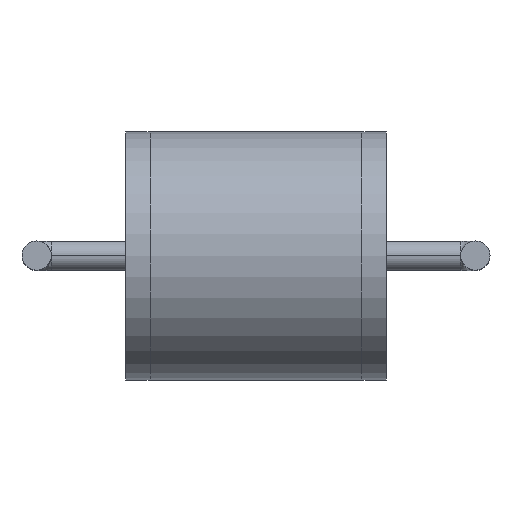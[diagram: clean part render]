
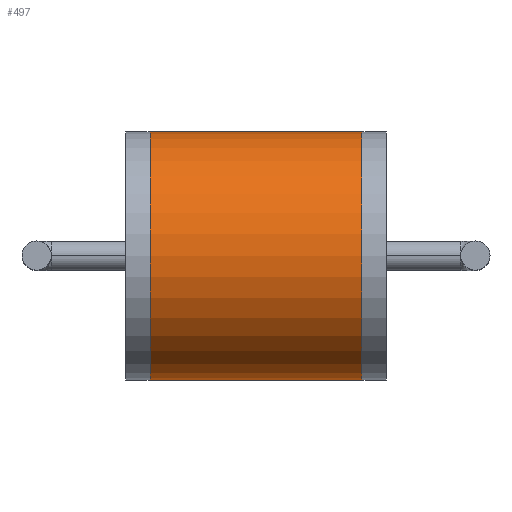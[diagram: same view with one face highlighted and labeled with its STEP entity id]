
A CAD part, top view. The second image highlights one B-rep face of the part: STEP entity #497.
In plain terms, the highlighted cylindrical face has radius 4.25 mm (diameter 8.5 mm), a partial arc.
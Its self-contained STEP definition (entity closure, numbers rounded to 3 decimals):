
#31=DIRECTION('',(1.,0.,0.));
#32=VECTOR('',#31,7.227);
#33=CARTESIAN_POINT('',(-3.613,-4.25,0.));
#34=LINE('',#33,#32);
#63=CARTESIAN_POINT('',(3.613,0.,0.));
#64=DIRECTION('',(1.,0.,0.));
#65=DIRECTION('',(0.,1.,0.));
#66=AXIS2_PLACEMENT_3D('',#63,#64,#65);
#68=CARTESIAN_POINT('',(-3.613,0.,0.));
#69=DIRECTION('',(-1.,0.,0.));
#70=DIRECTION('',(0.,-1.,0.));
#71=AXIS2_PLACEMENT_3D('',#68,#69,#70);
#73=DIRECTION('',(1.,0.,0.));
#74=VECTOR('',#73,7.227);
#75=CARTESIAN_POINT('',(-3.613,4.25,0.));
#76=LINE('',#75,#74);
#343=CARTESIAN_POINT('',(3.613,-4.25,0.));
#344=CARTESIAN_POINT('',(3.613,4.25,0.));
#345=VERTEX_POINT('',#343);
#346=VERTEX_POINT('',#344);
#355=CARTESIAN_POINT('',(-3.613,4.25,0.));
#356=CARTESIAN_POINT('',(-3.613,-4.25,0.));
#357=VERTEX_POINT('',#355);
#358=VERTEX_POINT('',#356);
#485=CARTESIAN_POINT('',(-4.45,0.,0.));
#486=DIRECTION('',(1.,0.,0.));
#487=DIRECTION('',(0.,-1.,0.));
#488=AXIS2_PLACEMENT_3D('',#485,#486,#487);
#489=CYLINDRICAL_SURFACE('',#488,4.25);
#490=ORIENTED_EDGE('',*,*,#474,.T.);
#491=ORIENTED_EDGE('',*,*,#432,.F.);
#493=ORIENTED_EDGE('',*,*,#492,.T.);
#494=ORIENTED_EDGE('',*,*,#428,.T.);
#495=EDGE_LOOP('',(#490,#491,#493,#494));
#496=FACE_OUTER_BOUND('',#495,.F.);
#497=ADVANCED_FACE('',(#496),#489,.T.);
#67=CIRCLE('',#66,4.25);
#72=CIRCLE('',#71,4.25);
#428=EDGE_CURVE('',#357,#346,#76,.T.);
#432=EDGE_CURVE('',#358,#345,#34,.T.);
#474=EDGE_CURVE('',#346,#345,#67,.T.);
#492=EDGE_CURVE('',#358,#357,#72,.T.);
